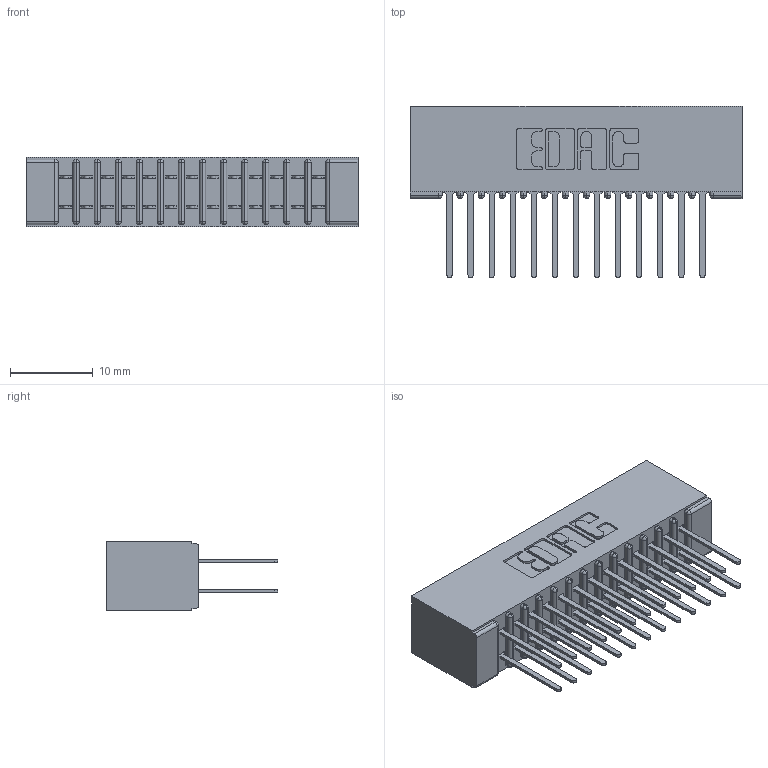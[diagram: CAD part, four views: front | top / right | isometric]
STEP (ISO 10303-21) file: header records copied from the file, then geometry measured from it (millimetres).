
FILE_DESCRIPTION (( 'STEP AP203' ), '1' );
FILE_NAME ('341-026-522-201.STEP', '2018-08-06T18:43:28', ( '' ), ( '' ), 'SwSTEP 2.0', 'SolidWorks 2016', '' );
FILE_SCHEMA (( 'CONFIG_CONTROL_DESIGN' ));
Length unit declared in the file: inch
Products named in the file (3): 341-292-001_341-292-122; 341-026-522-201; 341 Part_No Mounting Lugs
Assembly tree (27 placements, depth 2):
  341-026-522-201
    341 Part_No Mounting Lugs
    341-292-001_341-292-122  x26
Bounding box: 40.01 x 20.62 x 8.38 mm (x, y, z)
Volume: 2466.5 mm3; surface area: 5481.1 mm2
Topology: 27 solids, 27 shells, 1824 faces, 5271 edges, 3414 vertices
Faces by surface type: plane 1104, cylinder 668, sphere 28, torus 24
Entity records: 19318 total; most frequent: CARTESIAN_POINT 3211, ORIENTED_EDGE 3186, DIRECTION 3135, EDGE_CURVE 1593, LINE 1259, VECTOR 1259, VERTEX_POINT 1014, AXIS2_PLACEMENT_3D 938
